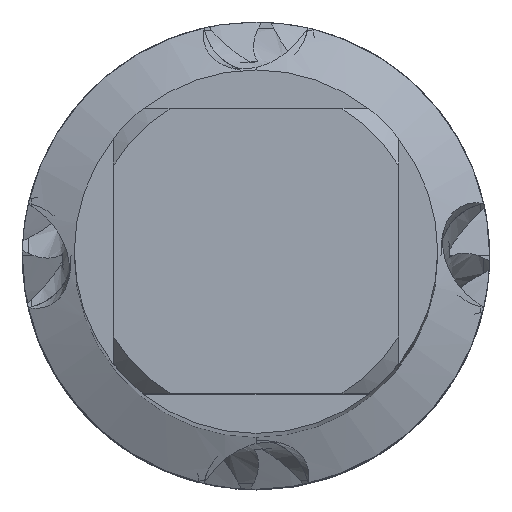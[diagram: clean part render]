
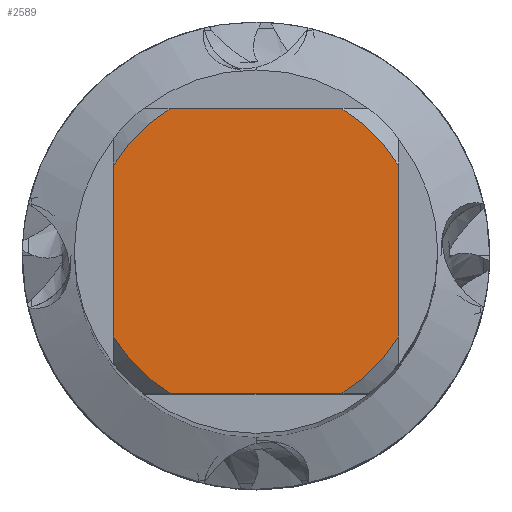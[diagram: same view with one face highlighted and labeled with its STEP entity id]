
A CAD part, top view. The second image highlights one B-rep face of the part: STEP entity #2589.
In plain terms, the highlighted planar face has unit normal (0, 0, 1).
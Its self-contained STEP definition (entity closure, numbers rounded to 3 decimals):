
#2589=ADVANCED_FACE('',(#6546),#6547,.T.);
#2915=EDGE_CURVE('',#3595,#3105,#6896,.T.);
#2925=VERTEX_POINT('',#6907);
#3085=VERTEX_POINT('',#7082);
#3105=VERTEX_POINT('',#7103);
#3235=VERTEX_POINT('',#7247);
#3323=EDGE_CURVE('',#4575,#3235,#7343,.T.);
#3499=EDGE_CURVE('',#5647,#4099,#7533,.T.);
#3595=VERTEX_POINT('',#7642);
#4007=EDGE_CURVE('',#4575,#3085,#8085,.T.);
#4099=VERTEX_POINT('',#8185);
#4575=VERTEX_POINT('',#8694);
#4639=EDGE_CURVE('',#3595,#4099,#8760,.T.);
#4753=EDGE_CURVE('',#5647,#3235,#8887,.T.);
#5123=EDGE_CURVE('',#2925,#3085,#9296,.T.);
#5647=VERTEX_POINT('',#9869);
#5719=EDGE_CURVE('',#2925,#3105,#9951,.T.);
#6546=FACE_OUTER_BOUND('',#13168,.T.);
#6547=PLANE('',#13169);
#6896=LINE('',#14154,#14155);
#6907=CARTESIAN_POINT('',(3.273,5.5,0.0));
#7082=CARTESIAN_POINT('',(-3.273,5.5,0.0));
#7103=CARTESIAN_POINT('',(5.5,3.273,0.0));
#7247=CARTESIAN_POINT('',(-5.5,-3.273,0.0));
#7343=LINE('',#16073,#16074);
#7533=LINE('',#16662,#16663);
#7642=CARTESIAN_POINT('',(5.5,-3.273,0.0));
#8085=CIRCLE('',#18422,6.4);
#8185=CARTESIAN_POINT('',(3.273,-5.5,0.0));
#8694=CARTESIAN_POINT('',(-5.5,3.273,0.0));
#8760=CIRCLE('',#21252,6.4);
#8887=CIRCLE('',#21779,6.4);
#9296=LINE('',#23658,#23659);
#9869=CARTESIAN_POINT('',(-3.273,-5.5,0.0));
#9951=CIRCLE('',#26342,6.4);
#13168=EDGE_LOOP('',(#27652,#27653,#27654,#27655,#27656,#27657,#27658,#27659));
#13169=AXIS2_PLACEMENT_3D('',#27660,#27661,#27662);
#14154=CARTESIAN_POINT('',(5.5,1.6,0.0));
#14155=VECTOR('',#27951,1.0);
#16073=CARTESIAN_POINT('',(-5.5,1.6,0.0));
#16074=VECTOR('',#28458,1.0);
#16662=CARTESIAN_POINT('',(0.0,-5.5,0.0));
#16663=VECTOR('',#28635,1.0);
#18422=AXIS2_PLACEMENT_3D('',#29146,#29147,#29148);
#21252=AXIS2_PLACEMENT_3D('',#29765,#29766,#29767);
#21779=AXIS2_PLACEMENT_3D('',#29908,#29909,#29910);
#23658=CARTESIAN_POINT('',(0.0,5.5,0.0));
#23659=VECTOR('',#30445,1.0);
#26342=AXIS2_PLACEMENT_3D('',#31086,#31087,#31088);
#27652=ORIENTED_EDGE('',*,*,#3323,.T.);
#27653=ORIENTED_EDGE('',*,*,#4753,.F.);
#27654=ORIENTED_EDGE('',*,*,#3499,.T.);
#27655=ORIENTED_EDGE('',*,*,#4639,.F.);
#27656=ORIENTED_EDGE('',*,*,#2915,.T.);
#27657=ORIENTED_EDGE('',*,*,#5719,.F.);
#27658=ORIENTED_EDGE('',*,*,#5123,.T.);
#27659=ORIENTED_EDGE('',*,*,#4007,.F.);
#27660=CARTESIAN_POINT('',(0.0,3.2,0.0));
#27661=DIRECTION('',(-0.0,0.0,1.0));
#27662=DIRECTION('',(0.0,-1.0,0.0));
#27951=DIRECTION('',(-0.0,1.0,0.0));
#28458=DIRECTION('',(-0.0,-1.0,0.0));
#28635=DIRECTION('',(1.0,0.0,0.0));
#29146=CARTESIAN_POINT('',(0.0,0.0,0.0));
#29147=DIRECTION('',(0.0,0.0,-1.0));
#29148=DIRECTION('',(0.0,1.0,0.0));
#29765=CARTESIAN_POINT('',(0.0,0.0,0.0));
#29766=DIRECTION('',(0.0,0.0,-1.0));
#29767=DIRECTION('',(0.0,1.0,0.0));
#29908=CARTESIAN_POINT('',(0.0,0.0,0.0));
#29909=DIRECTION('',(0.0,0.0,-1.0));
#29910=DIRECTION('',(0.0,1.0,0.0));
#30445=DIRECTION('',(-1.0,0.0,0.0));
#31086=CARTESIAN_POINT('',(0.0,0.0,0.0));
#31087=DIRECTION('',(0.0,0.0,-1.0));
#31088=DIRECTION('',(0.0,1.0,0.0));
